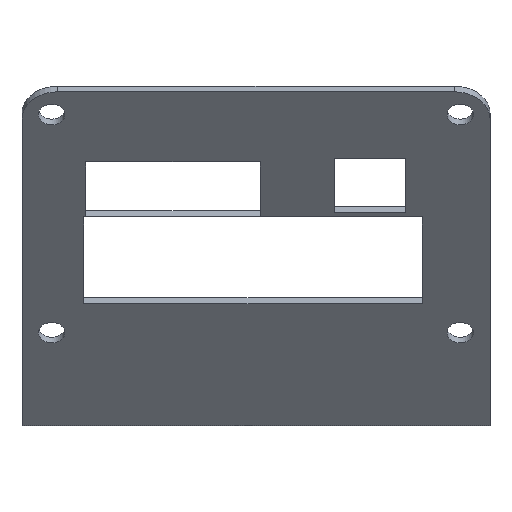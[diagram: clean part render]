
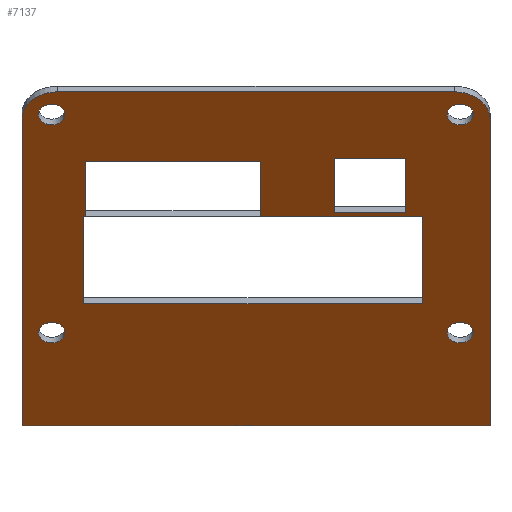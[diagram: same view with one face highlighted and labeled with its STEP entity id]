
A CAD part, top view. The second image highlights one B-rep face of the part: STEP entity #7137.
In plain terms, the highlighted planar face has unit normal (0, -0.643, 0.766).
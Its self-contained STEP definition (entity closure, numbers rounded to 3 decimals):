
#816=FACE_BOUND('',#1732,.T.);
#817=FACE_BOUND('',#1733,.T.);
#818=FACE_BOUND('',#1734,.T.);
#819=FACE_BOUND('',#1735,.T.);
#820=FACE_BOUND('',#1736,.T.);
#821=FACE_BOUND('',#1737,.T.);
#822=FACE_BOUND('',#1738,.T.);
#939=PLANE('',#7287);
#1320=FACE_OUTER_BOUND('',#1731,.T.);
#1731=EDGE_LOOP('',(#6722,#6723,#6724,#6725,#6726,#6727));
#1732=EDGE_LOOP('',(#6728));
#1733=EDGE_LOOP('',(#6729));
#1734=EDGE_LOOP('',(#6730));
#1735=EDGE_LOOP('',(#6731));
#1736=EDGE_LOOP('',(#6732,#6733,#6734,#6735));
#1737=EDGE_LOOP('',(#6736,#6737,#6738,#6739));
#1738=EDGE_LOOP('',(#6740,#6741,#6742,#6743));
#1833=LINE('',#9533,#2375);
#2253=LINE('',#14578,#2795);
#2255=LINE('',#14582,#2797);
#2257=LINE('',#14585,#2799);
#2259=LINE('',#14590,#2801);
#2261=LINE('',#14594,#2803);
#2263=LINE('',#14598,#2805);
#2265=LINE('',#14601,#2807);
#2267=LINE('',#14606,#2809);
#2269=LINE('',#14610,#2811);
#2271=LINE('',#14614,#2813);
#2273=LINE('',#14617,#2815);
#2275=LINE('',#14622,#2817);
#2277=LINE('',#14626,#2819);
#2279=LINE('',#14630,#2821);
#2281=LINE('',#14633,#2823);
#2375=VECTOR('',#7404,10.);
#2795=VECTOR('',#8044,10.);
#2797=VECTOR('',#8048,10.);
#2799=VECTOR('',#8052,10.);
#2801=VECTOR('',#8056,10.);
#2803=VECTOR('',#8060,10.);
#2805=VECTOR('',#8064,10.);
#2807=VECTOR('',#8068,10.);
#2809=VECTOR('',#8072,10.);
#2811=VECTOR('',#8076,10.);
#2813=VECTOR('',#8080,10.);
#2815=VECTOR('',#8084,10.);
#2817=VECTOR('',#8088,10.);
#2819=VECTOR('',#8092,10.);
#2821=VECTOR('',#8096,10.);
#2823=VECTOR('',#8100,10.);
#2824=CIRCLE('',#7154,6.);
#2831=CIRCLE('',#7164,6.);
#2832=CIRCLE('',#7265,2.25);
#2833=CIRCLE('',#7267,2.25);
#2834=CIRCLE('',#7269,2.25);
#2835=CIRCLE('',#7271,2.25);
#2836=VERTEX_POINT('',#8107);
#2837=VERTEX_POINT('',#8108);
#3139=VERTEX_POINT('',#9532);
#3140=VERTEX_POINT('',#9536);
#3530=VERTEX_POINT('',#14561);
#3531=VERTEX_POINT('',#14565);
#3532=VERTEX_POINT('',#14569);
#3533=VERTEX_POINT('',#14573);
#3534=VERTEX_POINT('',#14577);
#3535=VERTEX_POINT('',#14581);
#3536=VERTEX_POINT('',#14587);
#3537=VERTEX_POINT('',#14589);
#3538=VERTEX_POINT('',#14593);
#3539=VERTEX_POINT('',#14597);
#3540=VERTEX_POINT('',#14603);
#3541=VERTEX_POINT('',#14605);
#3542=VERTEX_POINT('',#14609);
#3543=VERTEX_POINT('',#14613);
#3544=VERTEX_POINT('',#14619);
#3545=VERTEX_POINT('',#14621);
#3546=VERTEX_POINT('',#14625);
#3547=VERTEX_POINT('',#14629);
#3548=EDGE_CURVE('',#2836,#2837,#2824,.T.);
#3852=EDGE_CURVE('',#3139,#2837,#1833,.T.);
#3854=EDGE_CURVE('',#3139,#3140,#2831,.T.);
#4580=EDGE_CURVE('',#3530,#3530,#2832,.T.);
#4582=EDGE_CURVE('',#3531,#3531,#2833,.T.);
#4584=EDGE_CURVE('',#3532,#3532,#2834,.T.);
#4586=EDGE_CURVE('',#3533,#3533,#2835,.T.);
#4587=EDGE_CURVE('',#3534,#3140,#2253,.T.);
#4589=EDGE_CURVE('',#3535,#3534,#2255,.T.);
#4591=EDGE_CURVE('',#2836,#3535,#2257,.T.);
#4593=EDGE_CURVE('',#3537,#3536,#2259,.T.);
#4595=EDGE_CURVE('',#3538,#3537,#2261,.T.);
#4597=EDGE_CURVE('',#3539,#3538,#2263,.T.);
#4599=EDGE_CURVE('',#3536,#3539,#2265,.T.);
#4601=EDGE_CURVE('',#3541,#3540,#2267,.T.);
#4603=EDGE_CURVE('',#3542,#3541,#2269,.T.);
#4605=EDGE_CURVE('',#3543,#3542,#2271,.T.);
#4607=EDGE_CURVE('',#3540,#3543,#2273,.T.);
#4609=EDGE_CURVE('',#3545,#3544,#2275,.T.);
#4611=EDGE_CURVE('',#3546,#3545,#2277,.T.);
#4613=EDGE_CURVE('',#3547,#3546,#2279,.T.);
#4615=EDGE_CURVE('',#3544,#3547,#2281,.T.);
#6722=ORIENTED_EDGE('',*,*,#3548,.F.);
#6723=ORIENTED_EDGE('',*,*,#4591,.T.);
#6724=ORIENTED_EDGE('',*,*,#4589,.T.);
#6725=ORIENTED_EDGE('',*,*,#4587,.T.);
#6726=ORIENTED_EDGE('',*,*,#3854,.F.);
#6727=ORIENTED_EDGE('',*,*,#3852,.T.);
#6728=ORIENTED_EDGE('',*,*,#4580,.T.);
#6729=ORIENTED_EDGE('',*,*,#4582,.T.);
#6730=ORIENTED_EDGE('',*,*,#4584,.T.);
#6731=ORIENTED_EDGE('',*,*,#4586,.T.);
#6732=ORIENTED_EDGE('',*,*,#4615,.T.);
#6733=ORIENTED_EDGE('',*,*,#4613,.T.);
#6734=ORIENTED_EDGE('',*,*,#4611,.T.);
#6735=ORIENTED_EDGE('',*,*,#4609,.T.);
#6736=ORIENTED_EDGE('',*,*,#4607,.T.);
#6737=ORIENTED_EDGE('',*,*,#4605,.T.);
#6738=ORIENTED_EDGE('',*,*,#4603,.T.);
#6739=ORIENTED_EDGE('',*,*,#4601,.T.);
#6740=ORIENTED_EDGE('',*,*,#4599,.T.);
#6741=ORIENTED_EDGE('',*,*,#4597,.T.);
#6742=ORIENTED_EDGE('',*,*,#4595,.T.);
#6743=ORIENTED_EDGE('',*,*,#4593,.T.);
#7137=ADVANCED_FACE('',(#1320,#816,#817,#818,#819,#820,#821,#822),#939,
 .T.);
#7154=AXIS2_PLACEMENT_3D('',#8109,#7293,#7294);
#7164=AXIS2_PLACEMENT_3D('',#9537,#7408,#7409);
#7265=AXIS2_PLACEMENT_3D('',#14563,#8025,#8026);
#7267=AXIS2_PLACEMENT_3D('',#14567,#8030,#8031);
#7269=AXIS2_PLACEMENT_3D('',#14571,#8035,#8036);
#7271=AXIS2_PLACEMENT_3D('',#14575,#8040,#8041);
#7287=AXIS2_PLACEMENT_3D('',#14634,#8101,#8102);
#7293=DIRECTION('center_axis',(0.,0.643,-0.766));
#7294=DIRECTION('ref_axis',(-0.707,0.542,0.455));
#7404=DIRECTION('',(-1.,0.,0.));
#7408=DIRECTION('center_axis',(0.,0.643,-0.766));
#7409=DIRECTION('ref_axis',(0.707,0.542,0.455));
#8025=DIRECTION('center_axis',(0.,0.643,-0.766));
#8026=DIRECTION('ref_axis',(1.,0.,0.));
#8030=DIRECTION('center_axis',(0.,0.643,-0.766));
#8031=DIRECTION('ref_axis',(1.,0.,0.));
#8035=DIRECTION('center_axis',(0.,0.643,-0.766));
#8036=DIRECTION('ref_axis',(1.,0.,0.));
#8040=DIRECTION('center_axis',(0.,0.643,-0.766));
#8041=DIRECTION('ref_axis',(1.,0.,0.));
#8044=DIRECTION('',(0.,0.766,0.643));
#8048=DIRECTION('',(1.,0.,0.));
#8052=DIRECTION('',(0.,-0.766,-0.643));
#8056=DIRECTION('',(1.,0.,0.));
#8060=DIRECTION('',(0.,0.766,0.643));
#8064=DIRECTION('',(-1.,0.,0.));
#8068=DIRECTION('',(0.,-0.766,-0.643));
#8072=DIRECTION('',(0.,-0.766,-0.643));
#8076=DIRECTION('',(1.,0.,0.));
#8080=DIRECTION('',(0.,0.766,0.643));
#8084=DIRECTION('',(-1.,0.,0.));
#8088=DIRECTION('',(0.,-0.766,-0.643));
#8092=DIRECTION('',(1.,0.,0.));
#8096=DIRECTION('',(0.,0.766,0.643));
#8100=DIRECTION('',(-1.,0.,0.));
#8101=DIRECTION('center_axis',(0.,-0.643,0.766));
#8102=DIRECTION('ref_axis',(1.,0.,0.));
#8107=CARTESIAN_POINT('',(-49.094,33.465,44.537));
#8108=CARTESIAN_POINT('',(-43.094,38.061,48.394));
#8109=CARTESIAN_POINT('Origin',(-43.094,33.465,44.537));
#9532=CARTESIAN_POINT('',(23.906,38.061,48.394));
#9533=CARTESIAN_POINT('',(-49.094,38.061,48.394));
#9536=CARTESIAN_POINT('',(29.906,33.465,44.537));
#9537=CARTESIAN_POINT('Origin',(23.906,33.465,44.537));
#14561=CARTESIAN_POINT('',(22.656,34.231,45.18));
#14563=CARTESIAN_POINT('Origin',(24.906,34.231,45.18));
#14565=CARTESIAN_POINT('',(-46.344,34.231,45.18));
#14567=CARTESIAN_POINT('Origin',(-44.094,34.231,45.18));
#14569=CARTESIAN_POINT('',(22.656,-2.539,14.326));
#14571=CARTESIAN_POINT('Origin',(24.906,-2.539,14.326));
#14573=CARTESIAN_POINT('',(-46.344,-2.539,14.326));
#14575=CARTESIAN_POINT('Origin',(-44.094,-2.539,14.326));
#14577=CARTESIAN_POINT('',(29.906,-18.243,1.149));
#14578=CARTESIAN_POINT('',(29.906,38.061,48.394));
#14581=CARTESIAN_POINT('',(-49.094,-18.243,1.149));
#14582=CARTESIAN_POINT('',(29.906,-18.243,1.149));
#14585=CARTESIAN_POINT('',(-49.094,-18.243,1.149));
#14587=CARTESIAN_POINT('',(18.476,16.972,30.698));
#14589=CARTESIAN_POINT('',(-38.674,16.972,30.698));
#14590=CARTESIAN_POINT('',(-0.574,16.972,30.698));
#14593=CARTESIAN_POINT('',(-38.674,2.379,18.453));
#14594=CARTESIAN_POINT('',(-38.674,2.379,18.453));
#14597=CARTESIAN_POINT('',(18.476,2.379,18.453));
#14598=CARTESIAN_POINT('',(-19.624,2.379,18.453));
#14601=CARTESIAN_POINT('',(18.476,16.972,30.698));
#14603=CARTESIAN_POINT('',(15.666,17.707,31.315));
#14605=CARTESIAN_POINT('',(15.666,26.9,39.029));
#14606=CARTESIAN_POINT('',(15.666,26.9,39.029));
#14609=CARTESIAN_POINT('',(3.666,26.9,39.029));
#14610=CARTESIAN_POINT('',(3.666,26.9,39.029));
#14613=CARTESIAN_POINT('',(3.666,17.707,31.315));
#14614=CARTESIAN_POINT('',(3.666,17.707,31.315));
#14617=CARTESIAN_POINT('',(15.666,17.707,31.315));
#14619=CARTESIAN_POINT('',(-8.854,17.049,30.762));
#14621=CARTESIAN_POINT('',(-8.854,26.241,38.476));
#14622=CARTESIAN_POINT('',(-8.854,26.241,38.476));
#14625=CARTESIAN_POINT('',(-38.354,26.241,38.476));
#14626=CARTESIAN_POINT('',(-38.354,26.241,38.476));
#14629=CARTESIAN_POINT('',(-38.354,17.049,30.762));
#14630=CARTESIAN_POINT('',(-38.354,17.049,30.762));
#14633=CARTESIAN_POINT('',(-8.854,17.049,30.762));
#14634=CARTESIAN_POINT('Origin',(-10.094,16.229,30.075));
